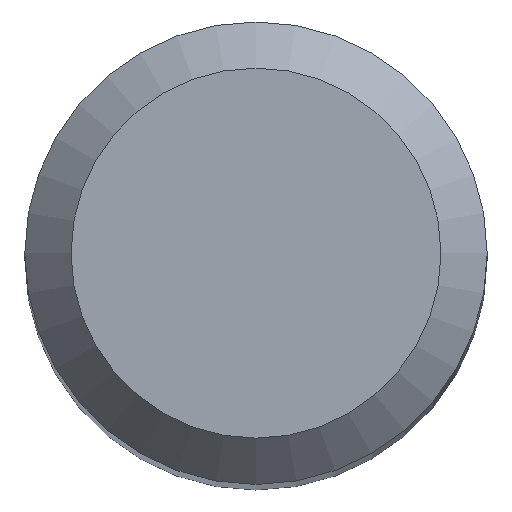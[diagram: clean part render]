
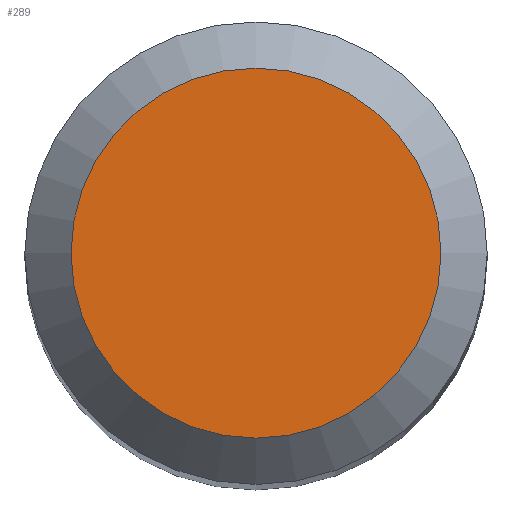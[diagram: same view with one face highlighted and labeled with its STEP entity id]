
A CAD part, top view. The second image highlights one B-rep face of the part: STEP entity #289.
In plain terms, the highlighted planar face has unit normal (0, 0, 1).
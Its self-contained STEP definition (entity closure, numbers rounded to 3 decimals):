
#22 = FACE_OUTER_BOUND ( 'NONE', #211, .T. ) ;
#62 = AXIS2_PLACEMENT_3D ( 'NONE', #284, #179, #209 ) ;
#71 = VERTEX_POINT ( 'NONE', #267 ) ;
#96 = DIRECTION ( 'NONE',  ( 0., 1., 0. ) ) ;
#117 = PLANE ( 'NONE',  #62 ) ;
#133 = ORIENTED_EDGE ( 'NONE', *, *, #162, .F. ) ;
#151 = CARTESIAN_POINT ( 'NONE',  ( 0., 0., 35. ) ) ;
#162 = EDGE_CURVE ( 'NONE', #71, #71, #302, .T. ) ;
#179 = DIRECTION ( 'NONE',  ( 0., 0., -1. ) ) ;
#209 = DIRECTION ( 'NONE',  ( 0., 1., 0. ) ) ;
#211 = EDGE_LOOP ( 'NONE', ( #133 ) ) ;
#249 = DIRECTION ( 'NONE',  ( 0., 0., -1. ) ) ;
#258 = AXIS2_PLACEMENT_3D ( 'NONE', #151, #249, #96 ) ;
#267 = CARTESIAN_POINT ( 'NONE',  ( 0., 1.6, 35. ) ) ;
#284 = CARTESIAN_POINT ( 'NONE',  ( 0., 0., 35. ) ) ;
#289 = ADVANCED_FACE ( 'NONE', ( #22 ), #117, .F. ) ;
#302 = CIRCLE ( 'NONE', #258, 1.6 ) ;
